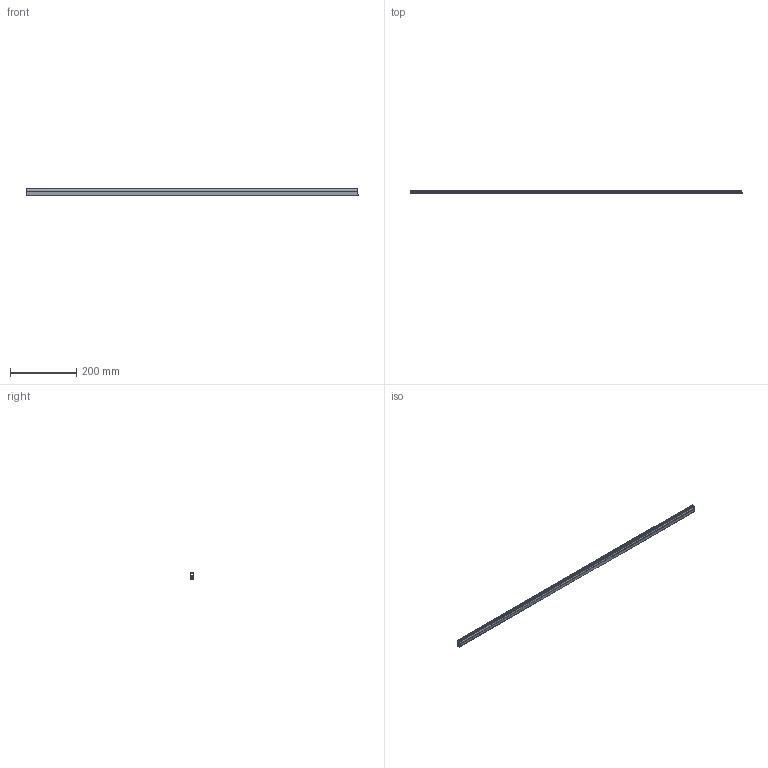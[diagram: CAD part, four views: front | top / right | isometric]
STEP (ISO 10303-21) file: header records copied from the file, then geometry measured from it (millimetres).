
FILE_DESCRIPTION (( 'STEP AP214' ), '1' );
FILE_NAME ('SG-2090201.STEP', '2018-09-10T08:56:04', ( '' ), ( '' ), 'SwSTEP 2.0', 'SolidWorks 2010', '' );
FILE_SCHEMA (( 'AUTOMOTIVE_DESIGN' ));
Length unit declared in the file: millimetre
Products named in the file (3): 20902012; 20902011; SG-2090201
Assembly tree (2 placements, depth 2):
  SG-2090201
    20902011
    20902012
Bounding box: 1000 x 11.12 x 21.51 mm (x, y, z)
Volume: 100757.6 mm3; surface area: 247941.6 mm2
Topology: 2 solids, 2 shells, 111 faces, 321 edges, 214 vertices
Faces by surface type: plane 73, cylinder 38
Entity records: 4990 total; most frequent: CARTESIAN_POINT 651, ORIENTED_EDGE 642, DIRECTION 629, EDGE_CURVE 321, VECTOR 245, LINE 245, VERTEX_POINT 214, AXIS2_PLACEMENT_3D 192
